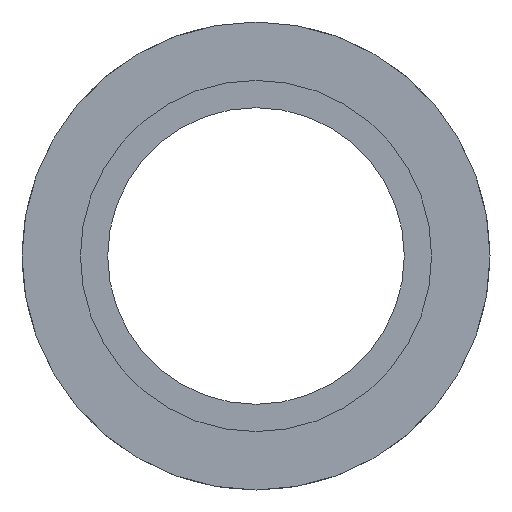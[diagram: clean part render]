
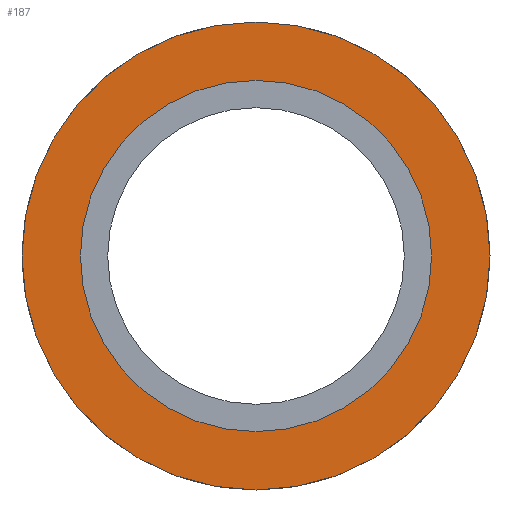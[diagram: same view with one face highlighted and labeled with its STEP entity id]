
A CAD part, front view. The second image highlights one B-rep face of the part: STEP entity #187.
In plain terms, the highlighted planar face has unit normal (0, -1, 0).
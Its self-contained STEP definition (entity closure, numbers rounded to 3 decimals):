
#4 = CARTESIAN_POINT ( 'NONE',  ( 0., 0., 0. ) ) ;
#7 = ORIENTED_EDGE ( 'NONE', *, *, #180, .F. ) ;
#8 = VERTEX_POINT ( 'NONE', #78 ) ;
#24 = CARTESIAN_POINT ( 'NONE',  ( 0., 0., 0. ) ) ;
#43 = DIRECTION ( 'NONE',  ( 0., 1., 0. ) ) ;
#60 = VERTEX_POINT ( 'NONE', #96 ) ;
#68 = AXIS2_PLACEMENT_3D ( 'NONE', #24, #83, #238 ) ;
#78 = CARTESIAN_POINT ( 'NONE',  ( 0., 0., 27.45 ) ) ;
#83 = DIRECTION ( 'NONE',  ( 0., 1., 0. ) ) ;
#93 = EDGE_CURVE ( 'NONE', #60, #60, #251, .T. ) ;
#96 = CARTESIAN_POINT ( 'NONE',  ( 0., 0., 20.6 ) ) ;
#101 = DIRECTION ( 'NONE',  ( 0., 0., 1. ) ) ;
#104 = FACE_OUTER_BOUND ( 'NONE', #142, .T. ) ;
#109 = DIRECTION ( 'NONE',  ( 0., 0., 1. ) ) ;
#124 = AXIS2_PLACEMENT_3D ( 'NONE', #226, #211, #109 ) ;
#138 = ORIENTED_EDGE ( 'NONE', *, *, #93, .T. ) ;
#142 = EDGE_LOOP ( 'NONE', ( #7 ) ) ;
#159 = FACE_BOUND ( 'NONE', #206, .T. ) ;
#175 = AXIS2_PLACEMENT_3D ( 'NONE', #4, #43, #101 ) ;
#180 = EDGE_CURVE ( 'NONE', #8, #8, #247, .T. ) ;
#187 = ADVANCED_FACE ( 'NONE', ( #159, #104 ), #239, .F. ) ;
#206 = EDGE_LOOP ( 'NONE', ( #138 ) ) ;
#211 = DIRECTION ( 'NONE',  ( 0., 1., 0. ) ) ;
#226 = CARTESIAN_POINT ( 'NONE',  ( 0., 0., 0. ) ) ;
#238 = DIRECTION ( 'NONE',  ( 0., 0., 1. ) ) ;
#239 = PLANE ( 'NONE',  #68 ) ;
#247 = CIRCLE ( 'NONE', #175, 27.45 ) ;
#251 = CIRCLE ( 'NONE', #124, 20.6 ) ;
